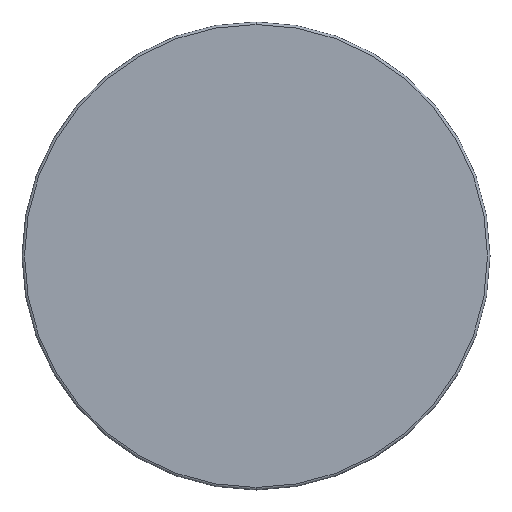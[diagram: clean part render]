
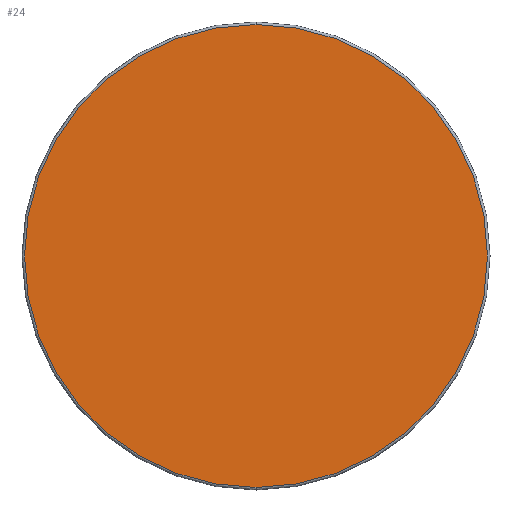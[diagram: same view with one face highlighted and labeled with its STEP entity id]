
A CAD part, front view. The second image highlights one B-rep face of the part: STEP entity #24.
In plain terms, the highlighted planar face has unit normal (0, -1, 0).
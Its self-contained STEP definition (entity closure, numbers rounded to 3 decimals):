
#23 = VERTEX_POINT ( 'NONE', #41 ) ;
#24 = ADVANCED_FACE ( 'NONE', ( #77 ), #200, .T. ) ;
#41 = CARTESIAN_POINT ( 'NONE',  ( 0., 0., 27.2 ) ) ;
#56 = AXIS2_PLACEMENT_3D ( 'NONE', #166, #118, #76 ) ;
#65 = ORIENTED_EDGE ( 'NONE', *, *, #78, .T. ) ;
#76 = DIRECTION ( 'NONE',  ( 0., 0., -1. ) ) ;
#77 = FACE_OUTER_BOUND ( 'NONE', #214, .T. ) ;
#78 = EDGE_CURVE ( 'NONE', #231, #23, #114, .T. ) ;
#93 = DIRECTION ( 'NONE',  ( 0., -1., 0. ) ) ;
#114 = CIRCLE ( 'NONE', #56, 27.2 ) ;
#118 = DIRECTION ( 'NONE',  ( 0., -1., 0. ) ) ;
#119 = CIRCLE ( 'NONE', #143, 27.2 ) ;
#126 = CARTESIAN_POINT ( 'NONE',  ( 0., 0., 0. ) ) ;
#127 = EDGE_CURVE ( 'NONE', #23, #231, #119, .T. ) ;
#131 = CARTESIAN_POINT ( 'NONE',  ( 0., 0., 0. ) ) ;
#143 = AXIS2_PLACEMENT_3D ( 'NONE', #126, #153, #276 ) ;
#153 = DIRECTION ( 'NONE',  ( 0., -1., 0. ) ) ;
#166 = CARTESIAN_POINT ( 'NONE',  ( 0., 0., 0. ) ) ;
#167 = CARTESIAN_POINT ( 'NONE',  ( 0., 0., -27.2 ) ) ;
#200 = PLANE ( 'NONE',  #229 ) ;
#214 = EDGE_LOOP ( 'NONE', ( #65, #218 ) ) ;
#218 = ORIENTED_EDGE ( 'NONE', *, *, #127, .T. ) ;
#229 = AXIS2_PLACEMENT_3D ( 'NONE', #131, #93, #241 ) ;
#231 = VERTEX_POINT ( 'NONE', #167 ) ;
#241 = DIRECTION ( 'NONE',  ( 0., 0., -1. ) ) ;
#276 = DIRECTION ( 'NONE',  ( 0., 0., -1. ) ) ;
